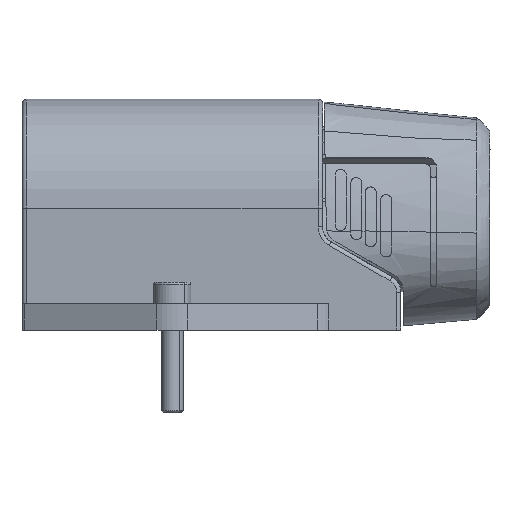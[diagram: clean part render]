
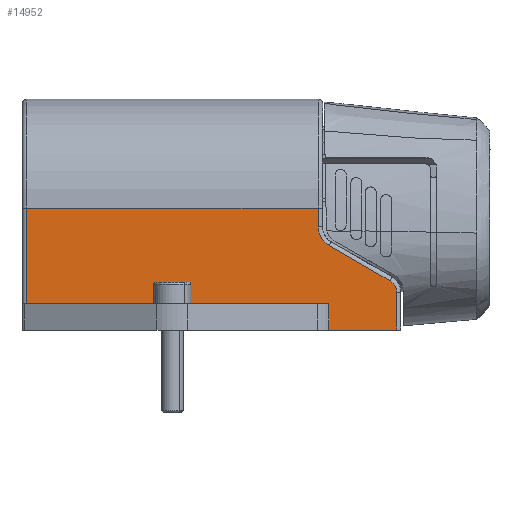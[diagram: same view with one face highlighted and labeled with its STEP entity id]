
A CAD part, left-side view. The second image highlights one B-rep face of the part: STEP entity #14952.
In plain terms, the highlighted face is planar.
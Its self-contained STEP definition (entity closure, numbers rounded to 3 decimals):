
#422 = CARTESIAN_POINT ( 'NONE',  ( -8.6, 25., -38.4 ) ) ;
#480 = ORIENTED_EDGE ( 'NONE', *, *, #55123, .T. ) ;
#1473 = EDGE_CURVE ( 'NONE', #12139, #3606, #9730, .T. ) ;
#1840 = LINE ( 'NONE', #51845, #36421 ) ;
#2129 = VERTEX_POINT ( 'NONE', #37053 ) ;
#3033 = EDGE_CURVE ( 'NONE', #45480, #27662, #29840, .T. ) ;
#3606 = VERTEX_POINT ( 'NONE', #422 ) ;
#4054 = CARTESIAN_POINT ( 'NONE',  ( 10.709, 25., -53.4 ) ) ;
#4367 = VERTEX_POINT ( 'NONE', #21493 ) ;
#4590 = CARTESIAN_POINT ( 'NONE',  ( 13.4, 25., 28.6 ) ) ;
#5231 = CARTESIAN_POINT ( 'NONE',  ( 10.709, 25., -56.4 ) ) ;
#5318 = DIRECTION ( 'NONE',  ( 0., 0., -1. ) ) ;
#5563 = ORIENTED_EDGE ( 'NONE', *, *, #56400, .F. ) ;
#7064 = VERTEX_POINT ( 'NONE', #15613 ) ;
#8307 = ORIENTED_EDGE ( 'NONE', *, *, #27965, .T. ) ;
#9426 = DIRECTION ( 'NONE',  ( 0., 0., 1. ) ) ;
#9730 = LINE ( 'NONE', #61923, #44252 ) ;
#10111 = CARTESIAN_POINT ( 'NONE',  ( 10.709, 25., -56.4 ) ) ;
#10695 = EDGE_CURVE ( 'NONE', #4367, #46978, #27198, .T. ) ;
#11209 = LINE ( 'NONE', #60516, #21270 ) ;
#11475 = ORIENTED_EDGE ( 'NONE', *, *, #26445, .T. ) ;
#12139 = VERTEX_POINT ( 'NONE', #57518 ) ;
#13088 = ORIENTED_EDGE ( 'NONE', *, *, #25135, .T. ) ;
#13120 = ORIENTED_EDGE ( 'NONE', *, *, #51986, .T. ) ;
#13580 = DIRECTION ( 'NONE',  ( -1., 0., 0. ) ) ;
#14432 = PLANE ( 'NONE',  #63677 ) ;
#14952 = ADVANCED_FACE ( 'NONE', ( #53004 ), #14432, .F. ) ;
#15613 = CARTESIAN_POINT ( 'NONE',  ( 0.028, 25., -40.9 ) ) ;
#18028 = CIRCLE ( 'NONE', #38818, 5. ) ;
#19036 = VERTEX_POINT ( 'NONE', #4590 ) ;
#21270 = VECTOR ( 'NONE', #13580, 1000. ) ;
#21493 = CARTESIAN_POINT ( 'NONE',  ( 13.4, 25., -40.791 ) ) ;
#21792 = DIRECTION ( 'NONE',  ( 0., -1., 0. ) ) ;
#24919 = ORIENTED_EDGE ( 'NONE', *, *, #55708, .T. ) ;
#25135 = EDGE_CURVE ( 'NONE', #46978, #45480, #33182, .T. ) ;
#25489 = DIRECTION ( 'NONE',  ( 0., 0., -1. ) ) ;
#26376 = AXIS2_PLACEMENT_3D ( 'NONE', #4054, #68431, #62538 ) ;
#26445 = EDGE_CURVE ( 'NONE', #12139, #19036, #58414, .T. ) ;
#26736 = CARTESIAN_POINT ( 'NONE',  ( -4.302, 25., -43.4 ) ) ;
#27198 = LINE ( 'NONE', #52733, #68558 ) ;
#27662 = VERTEX_POINT ( 'NONE', #10111 ) ;
#27965 = EDGE_CURVE ( 'NONE', #58949, #3606, #11209, .T. ) ;
#28374 = CARTESIAN_POINT ( 'NONE',  ( -4.302, 25., -38.4 ) ) ;
#29840 = LINE ( 'NONE', #5231, #58600 ) ;
#31402 = VECTOR ( 'NONE', #46204, 1000. ) ;
#31869 = DIRECTION ( 'NONE',  ( 1., 0., 0. ) ) ;
#33182 = LINE ( 'NONE', #35247, #64525 ) ;
#35247 = CARTESIAN_POINT ( 'NONE',  ( 19.4, 25., 75.163 ) ) ;
#35463 = DIRECTION ( 'NONE',  ( 0., 0., -1. ) ) ;
#35677 = LINE ( 'NONE', #68173, #31402 ) ;
#36421 = VECTOR ( 'NONE', #9426, 1000. ) ;
#36591 = ORIENTED_EDGE ( 'NONE', *, *, #3033, .T. ) ;
#37053 = CARTESIAN_POINT ( 'NONE',  ( 8.111, 25., -54.9 ) ) ;
#38818 = AXIS2_PLACEMENT_3D ( 'NONE', #26736, #21792, #5318 ) ;
#41496 = CARTESIAN_POINT ( 'NONE',  ( 0., 25., 75.163 ) ) ;
#42318 = DIRECTION ( 'NONE',  ( 1., 0., 0. ) ) ;
#42773 = EDGE_LOOP ( 'NONE', ( #13088, #36591, #24919, #480, #13120, #8307, #44554, #11475, #5563, #52603 ) ) ;
#42905 = DIRECTION ( 'NONE',  ( -1., 0., 0. ) ) ;
#44252 = VECTOR ( 'NONE', #35463, 1000. ) ;
#44554 = ORIENTED_EDGE ( 'NONE', *, *, #1473, .F. ) ;
#45480 = VERTEX_POINT ( 'NONE', #46194 ) ;
#46091 = DIRECTION ( 'NONE',  ( 0., 0., -1. ) ) ;
#46194 = CARTESIAN_POINT ( 'NONE',  ( 19.4, 25., -56.4 ) ) ;
#46204 = DIRECTION ( 'NONE',  ( -0.5, 0., 0.866 ) ) ;
#46978 = VERTEX_POINT ( 'NONE', #59157 ) ;
#48291 = CIRCLE ( 'NONE', #26376, 3. ) ;
#51845 = CARTESIAN_POINT ( 'NONE',  ( 13.4, 25., -39.4 ) ) ;
#51986 = EDGE_CURVE ( 'NONE', #7064, #58949, #18028, .T. ) ;
#52603 = ORIENTED_EDGE ( 'NONE', *, *, #10695, .T. ) ;
#52733 = CARTESIAN_POINT ( 'NONE',  ( 19.4, 25., -40.791 ) ) ;
#53004 = FACE_OUTER_BOUND ( 'NONE', #42773, .T. ) ;
#54229 = VECTOR ( 'NONE', #31869, 1000. ) ;
#55123 = EDGE_CURVE ( 'NONE', #2129, #7064, #35677, .T. ) ;
#55708 = EDGE_CURVE ( 'NONE', #27662, #2129, #48291, .T. ) ;
#56400 = EDGE_CURVE ( 'NONE', #4367, #19036, #1840, .T. ) ;
#57518 = CARTESIAN_POINT ( 'NONE',  ( -8.6, 25., 28.6 ) ) ;
#57606 = CARTESIAN_POINT ( 'NONE',  ( 19.4, 25., 28.6 ) ) ;
#58414 = LINE ( 'NONE', #57606, #54229 ) ;
#58600 = VECTOR ( 'NONE', #42905, 1000. ) ;
#58949 = VERTEX_POINT ( 'NONE', #28374 ) ;
#59157 = CARTESIAN_POINT ( 'NONE',  ( 19.4, 25., -40.791 ) ) ;
#60516 = CARTESIAN_POINT ( 'NONE',  ( 0., 25., -38.4 ) ) ;
#61923 = CARTESIAN_POINT ( 'NONE',  ( -8.6, 25., 75.163 ) ) ;
#62538 = DIRECTION ( 'NONE',  ( 0., 0., -1. ) ) ;
#63677 = AXIS2_PLACEMENT_3D ( 'NONE', #41496, #63963, #25489 ) ;
#63963 = DIRECTION ( 'NONE',  ( 0., -1., 0. ) ) ;
#64525 = VECTOR ( 'NONE', #46091, 1000. ) ;
#68173 = CARTESIAN_POINT ( 'NONE',  ( -50.235, 25., 46.159 ) ) ;
#68431 = DIRECTION ( 'NONE',  ( 0., 1., 0. ) ) ;
#68558 = VECTOR ( 'NONE', #42318, 1000. ) ;
